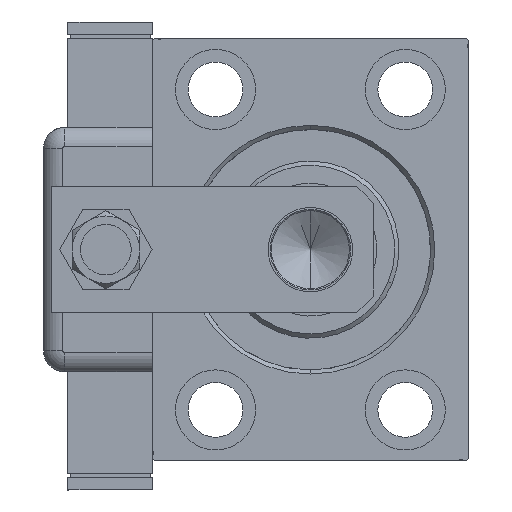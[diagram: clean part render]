
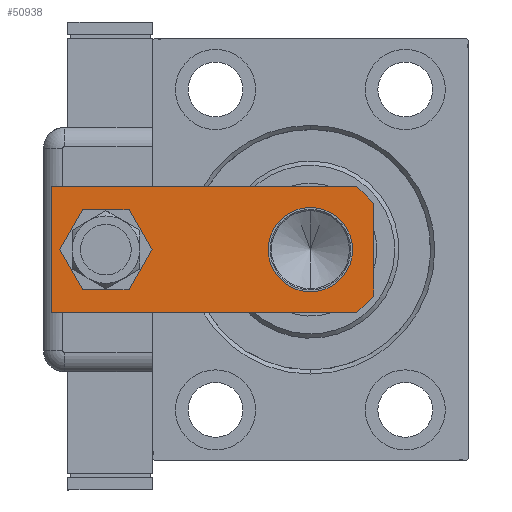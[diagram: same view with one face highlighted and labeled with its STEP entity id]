
A CAD part, left-side view. The second image highlights one B-rep face of the part: STEP entity #50938.
In plain terms, the highlighted face is planar.
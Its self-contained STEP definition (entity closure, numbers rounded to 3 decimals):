
#1436 = CARTESIAN_POINT ( 'NONE',  ( -15., 76.5, 0. ) ) ;
#2332 = EDGE_CURVE ( 'NONE', #41478, #27742, #58837, .T. ) ;
#4212 = EDGE_CURVE ( 'NONE', #20392, #25838, #49252, .T. ) ;
#5317 = AXIS2_PLACEMENT_3D ( 'NONE', #55236, #17900, #41479 ) ;
#5404 = LINE ( 'NONE', #28342, #42808 ) ;
#7352 = PLANE ( 'NONE',  #46625 ) ;
#7555 = VERTEX_POINT ( 'NONE', #13318 ) ;
#7981 = ORIENTED_EDGE ( 'NONE', *, *, #2332, .T. ) ;
#7999 = VECTOR ( 'NONE', #13871, 1000. ) ;
#8946 = VERTEX_POINT ( 'NONE', #19556 ) ;
#9927 = VERTEX_POINT ( 'NONE', #11988 ) ;
#11984 = ORIENTED_EDGE ( 'NONE', *, *, #56388, .T. ) ;
#11988 = CARTESIAN_POINT ( 'NONE',  ( 15., 76.5, 0. ) ) ;
#12970 = VERTEX_POINT ( 'NONE', #37987 ) ;
#13318 = CARTESIAN_POINT ( 'NONE',  ( 11., 0., 0. ) ) ;
#13778 = ORIENTED_EDGE ( 'NONE', *, *, #4212, .F. ) ;
#13871 = DIRECTION ( 'NONE',  ( -1., 0., 0. ) ) ;
#14257 = DIRECTION ( 'NONE',  ( 0., 0., 1. ) ) ;
#15117 = VERTEX_POINT ( 'NONE', #51378 ) ;
#15161 = CARTESIAN_POINT ( 'NONE',  ( -15., 0., 0. ) ) ;
#15921 = DIRECTION ( 'NONE',  ( 1., 0., 0. ) ) ;
#16256 = CIRCLE ( 'NONE', #34874, 7. ) ;
#17379 = CARTESIAN_POINT ( 'NONE',  ( -7., 63.5, 0. ) ) ;
#17577 = EDGE_CURVE ( 'NONE', #15117, #31622, #46710, .T. ) ;
#17900 = DIRECTION ( 'NONE',  ( 0., 0., 1. ) ) ;
#19556 = CARTESIAN_POINT ( 'NONE',  ( 15., 4., 0. ) ) ;
#20236 = ORIENTED_EDGE ( 'NONE', *, *, #41913, .T. ) ;
#20392 = VERTEX_POINT ( 'NONE', #1436 ) ;
#21083 = CARTESIAN_POINT ( 'NONE',  ( 0., 63.5, 0. ) ) ;
#21822 = EDGE_CURVE ( 'NONE', #12970, #25838, #29128, .T. ) ;
#22767 = EDGE_LOOP ( 'NONE', ( #7981, #58119 ) ) ;
#23468 = CARTESIAN_POINT ( 'NONE',  ( 15., 0., 0. ) ) ;
#23921 = VECTOR ( 'NONE', #28063, 1000. ) ;
#25087 = FACE_BOUND ( 'NONE', #39129, .T. ) ;
#25838 = VERTEX_POINT ( 'NONE', #26307 ) ;
#25991 = CARTESIAN_POINT ( 'NONE',  ( 0., 0., 0. ) ) ;
#26255 = DIRECTION ( 'NONE',  ( 1., 0., 0. ) ) ;
#26307 = CARTESIAN_POINT ( 'NONE',  ( -15., 4., 0. ) ) ;
#27742 = VERTEX_POINT ( 'NONE', #54419 ) ;
#28025 = VECTOR ( 'NONE', #33826, 1000. ) ;
#28063 = DIRECTION ( 'NONE',  ( 0., 1., 0. ) ) ;
#28342 = CARTESIAN_POINT ( 'NONE',  ( 15., 4., 0. ) ) ;
#28514 = DIRECTION ( 'NONE',  ( -0.707, 0.707, 0. ) ) ;
#28670 = LINE ( 'NONE', #23468, #23921 ) ;
#29128 = LINE ( 'NONE', #46604, #53697 ) ;
#31543 = EDGE_CURVE ( 'NONE', #9927, #20392, #51207, .T. ) ;
#31622 = VERTEX_POINT ( 'NONE', #36470 ) ;
#32496 = ORIENTED_EDGE ( 'NONE', *, *, #31543, .F. ) ;
#32920 = DIRECTION ( 'NONE',  ( 1., 0., 0. ) ) ;
#33826 = DIRECTION ( 'NONE',  ( 1., 0., 0. ) ) ;
#34431 = AXIS2_PLACEMENT_3D ( 'NONE', #59313, #59011, #26255 ) ;
#34874 = AXIS2_PLACEMENT_3D ( 'NONE', #21083, #39179, #48958 ) ;
#36470 = CARTESIAN_POINT ( 'NONE',  ( -10., 15., 0. ) ) ;
#37987 = CARTESIAN_POINT ( 'NONE',  ( -11., 0., 0. ) ) ;
#38428 = LINE ( 'NONE', #15161, #28025 ) ;
#39129 = EDGE_LOOP ( 'NONE', ( #20236, #56316 ) ) ;
#39179 = DIRECTION ( 'NONE',  ( 0., 0., 1. ) ) ;
#39485 = FACE_OUTER_BOUND ( 'NONE', #59935, .T. ) ;
#39778 = DIRECTION ( 'NONE',  ( 0., -1., 0. ) ) ;
#41478 = VERTEX_POINT ( 'NONE', #17379 ) ;
#41479 = DIRECTION ( 'NONE',  ( 1., 0., 0. ) ) ;
#41913 = EDGE_CURVE ( 'NONE', #31622, #15117, #50265, .T. ) ;
#42808 = VECTOR ( 'NONE', #56185, 1000. ) ;
#43783 = DIRECTION ( 'NONE',  ( 0., 0., 1. ) ) ;
#44364 = EDGE_CURVE ( 'NONE', #8946, #9927, #28670, .T. ) ;
#46604 = CARTESIAN_POINT ( 'NONE',  ( -11., 0., 0. ) ) ;
#46625 = AXIS2_PLACEMENT_3D ( 'NONE', #25991, #43783, #15921 ) ;
#46710 = CIRCLE ( 'NONE', #52550, 10. ) ;
#48958 = DIRECTION ( 'NONE',  ( 1., 0., 0. ) ) ;
#49252 = LINE ( 'NONE', #49553, #57959 ) ;
#49553 = CARTESIAN_POINT ( 'NONE',  ( -15., 76.5, 0. ) ) ;
#50265 = CIRCLE ( 'NONE', #5317, 10. ) ;
#50938 = ADVANCED_FACE ( 'NONE', ( #39485, #52952, #25087 ), #7352, .F. ) ;
#51207 = LINE ( 'NONE', #51505, #7999 ) ;
#51378 = CARTESIAN_POINT ( 'NONE',  ( 10., 15., 0. ) ) ;
#51505 = CARTESIAN_POINT ( 'NONE',  ( 15., 76.5, 0. ) ) ;
#52550 = AXIS2_PLACEMENT_3D ( 'NONE', #56174, #14257, #32920 ) ;
#52952 = FACE_BOUND ( 'NONE', #22767, .T. ) ;
#53048 = EDGE_CURVE ( 'NONE', #27742, #41478, #16256, .T. ) ;
#53697 = VECTOR ( 'NONE', #28514, 1000. ) ;
#54339 = ORIENTED_EDGE ( 'NONE', *, *, #21822, .T. ) ;
#54419 = CARTESIAN_POINT ( 'NONE',  ( 7., 63.5, 0. ) ) ;
#54606 = EDGE_CURVE ( 'NONE', #12970, #7555, #38428, .T. ) ;
#54628 = ORIENTED_EDGE ( 'NONE', *, *, #44364, .F. ) ;
#55236 = CARTESIAN_POINT ( 'NONE',  ( 0., 15., 0. ) ) ;
#56174 = CARTESIAN_POINT ( 'NONE',  ( 0., 15., 0. ) ) ;
#56185 = DIRECTION ( 'NONE',  ( -0.707, -0.707, 0. ) ) ;
#56316 = ORIENTED_EDGE ( 'NONE', *, *, #17577, .T. ) ;
#56388 = EDGE_CURVE ( 'NONE', #8946, #7555, #5404, .T. ) ;
#57959 = VECTOR ( 'NONE', #39778, 1000. ) ;
#58119 = ORIENTED_EDGE ( 'NONE', *, *, #53048, .T. ) ;
#58837 = CIRCLE ( 'NONE', #34431, 7. ) ;
#59011 = DIRECTION ( 'NONE',  ( 0., 0., 1. ) ) ;
#59313 = CARTESIAN_POINT ( 'NONE',  ( 0., 63.5, 0. ) ) ;
#59401 = ORIENTED_EDGE ( 'NONE', *, *, #54606, .F. ) ;
#59935 = EDGE_LOOP ( 'NONE', ( #59401, #54339, #13778, #32496, #54628, #11984 ) ) ;
